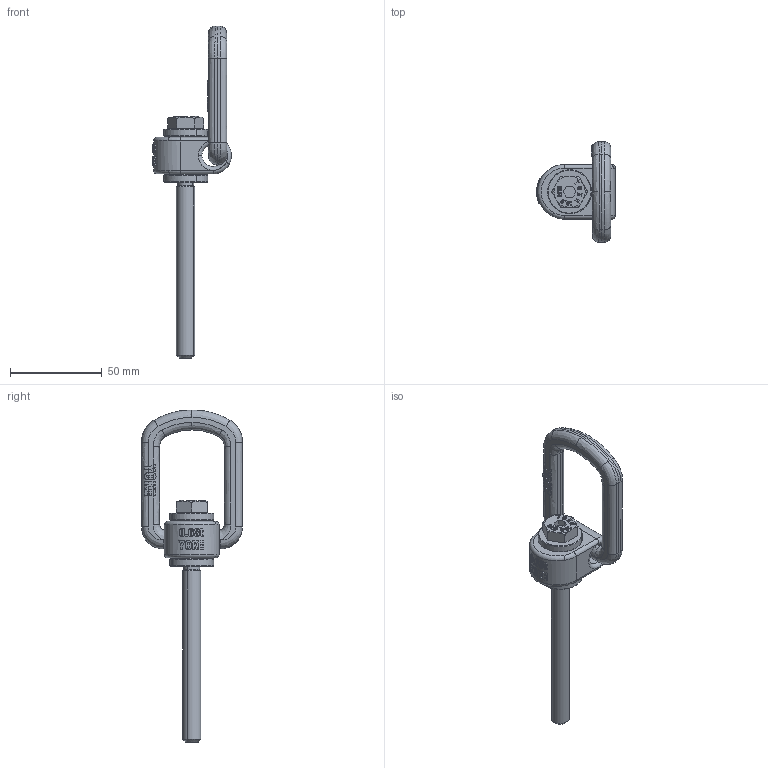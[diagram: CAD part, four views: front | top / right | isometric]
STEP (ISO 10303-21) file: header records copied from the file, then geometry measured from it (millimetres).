
FILE_DESCRIPTION(('CATIA V5 STEP Exchange'),'2;1');
FILE_NAME('8-211-006-125L.stp','2015-07-09T10:40:01+00:00',('none'),('none'),'CATIA Version 5 Release 21 GA (IN-10)','CATIA V5 STEP AP203','none');
FILE_SCHEMA(('CONFIG_CONTROL_DESIGN'));
Products named in the file (1): 8-211-006
Assembly tree (4 placements, depth 2):
  8-211-006
    #58
    #894
    #15597
    #38446
Bounding box: 43 x 55.2 x 181.3 mm (x, y, z)
Volume: 48338.4 mm3; surface area: 21352.7 mm2
Topology: 4 solids, 4 shells, 1349 faces, 3841 edges, 2531 vertices
Faces by surface type: plane 1183, bspline 53, cylinder 41, cone 36, torus 36
Entity records: 53757 total; most frequent: CARTESIAN_POINT 21589, ORIENTED_EDGE 7682, DIRECTION 4994, EDGE_CURVE 3841, VERTEX_POINT 2531, VECTOR 2340, LINE 2340, AXIS2_PLACEMENT_3D 1423
